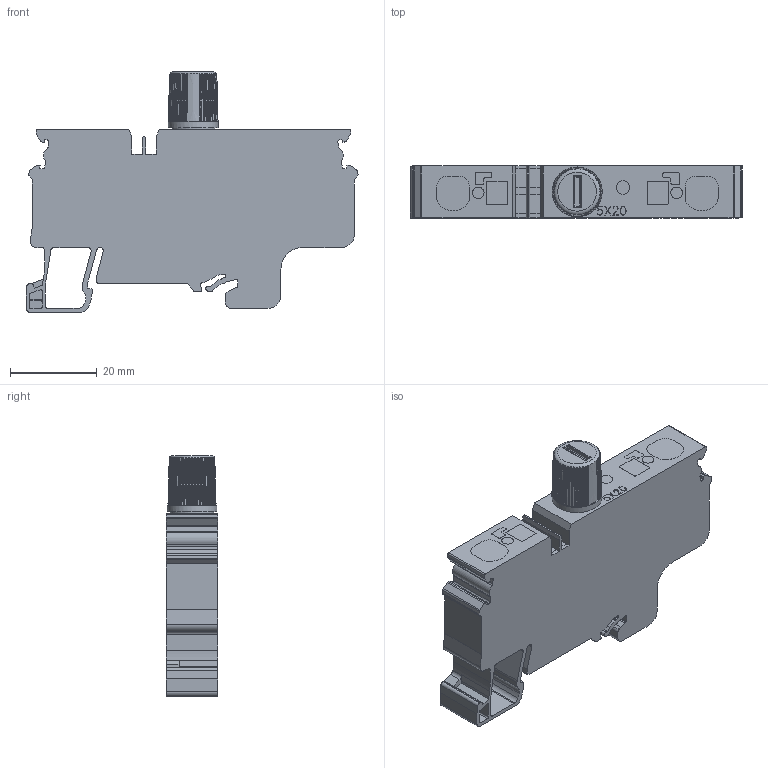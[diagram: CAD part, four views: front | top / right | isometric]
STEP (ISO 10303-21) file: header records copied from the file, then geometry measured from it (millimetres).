
FILE_DESCRIPTION(/* description */ ('Unknown'),/* implementation_level */ '2;1');
FILE_NAME(/* name */ 'CXVFA',/* time_stamp */ '2017-10-25T15:58:51+05:00',/* author */ ('Unknown'),/* organization */ ('Unknown'),/* preprocessor_version */ 'ST-DEVELOPER v16',/* originating_system */ 'DEX',/* authorisation */ $);
FILE_SCHEMA (('AUTOMOTIVE_DESIGN {1 0 10303 214 3 1 1}'));
Length unit declared in the file: millimetre
Products named in the file (1): CXVFA
Bounding box: 76.65 x 12 x 55.55 mm (x, y, z)
Volume: 29604.4 mm3; surface area: 10652.3 mm2
Topology: 1 solids, 2 shells, 746 faces, 2101 edges, 1367 vertices
Faces by surface type: plane 350, cylinder 301, cone 46, torus 41, sphere 4, bspline 4
Full cylindrical faces by diameter (mm): 3.1 x1, 3.4 x1, 3.8 x1, 9 x1, 10 x1, 11.5 x1
Entity records: 33479 total; most frequent: CARTESIAN_POINT 9278, ORIENTED_EDGE 4152, DIRECTION 3783, EDGE_CURVE 2076, VERTEX_POINT 1362, AXIS2_PLACEMENT_3D 1355, LINE 1073, VECTOR 1073
